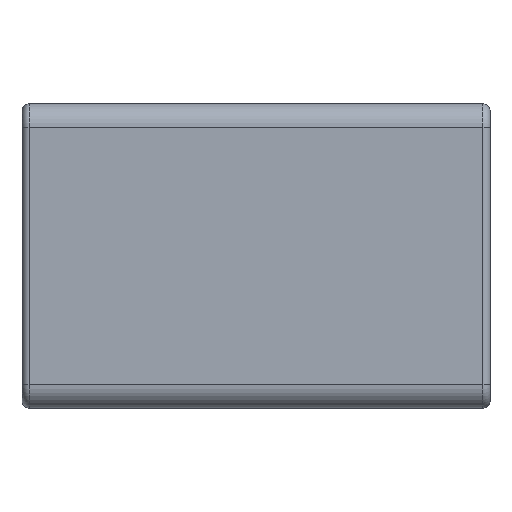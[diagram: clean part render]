
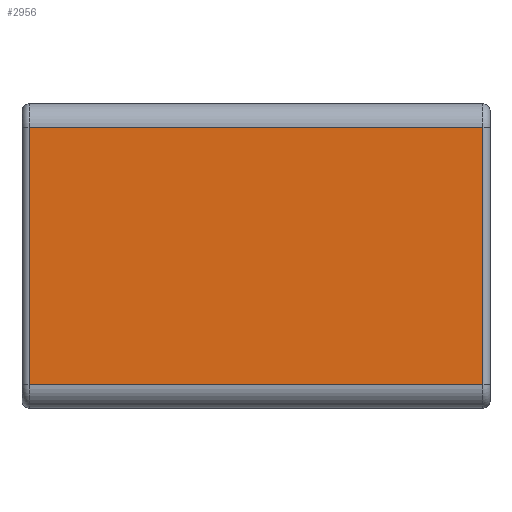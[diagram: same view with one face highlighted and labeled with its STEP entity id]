
A CAD part, front view. The second image highlights one B-rep face of the part: STEP entity #2956.
In plain terms, the highlighted planar face has unit normal (0, -1, 0).
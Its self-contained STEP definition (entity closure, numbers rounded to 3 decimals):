
#441=FACE_OUTER_BOUND('',#614,.T.);
#614=EDGE_LOOP('',(#2486,#2487,#2488,#2489));
#843=LINE('',#8000,#1078);
#853=LINE('',#8025,#1088);
#854=LINE('',#8028,#1089);
#855=LINE('',#8029,#1090);
#1078=VECTOR('',#3523,1000.);
#1088=VECTOR('',#3547,1000.);
#1089=VECTOR('',#3552,1000.);
#1090=VECTOR('',#3553,1000.);
#1335=VERTEX_POINT('',#7998);
#1336=VERTEX_POINT('',#7999);
#1343=VERTEX_POINT('',#8022);
#1344=VERTEX_POINT('',#8024);
#1717=EDGE_CURVE('',#1335,#1336,#843,.T.);
#1730=EDGE_CURVE('',#1344,#1343,#853,.T.);
#1732=EDGE_CURVE('',#1343,#1336,#854,.T.);
#1733=EDGE_CURVE('',#1335,#1344,#855,.T.);
#2486=ORIENTED_EDGE('',*,*,#1730,.T.);
#2487=ORIENTED_EDGE('',*,*,#1732,.T.);
#2488=ORIENTED_EDGE('',*,*,#1717,.F.);
#2489=ORIENTED_EDGE('',*,*,#1733,.T.);
#2649=PLANE('',#3094);
#2956=ADVANCED_FACE('',(#441),#2649,.T.);
#3094=AXIS2_PLACEMENT_3D('',#8027,#3550,#3551);
#3523=DIRECTION('',(1.,0.,0.));
#3547=DIRECTION('',(1.,0.,0.));
#3550=DIRECTION('center_axis',(0.,-1.,0.));
#3551=DIRECTION('ref_axis',(0.,0.,-1.));
#3552=DIRECTION('',(0.,0.,1.));
#3553=DIRECTION('',(0.,0.,-1.));
#7998=CARTESIAN_POINT('',(-0.097,-0.2,0.1));
#7999=CARTESIAN_POINT('',(0.097,-0.2,0.1));
#8000=CARTESIAN_POINT('',(-0.264,-0.2,0.1));
#8022=CARTESIAN_POINT('',(0.097,-0.2,-0.01));
#8024=CARTESIAN_POINT('',(-0.097,-0.2,-0.01));
#8025=CARTESIAN_POINT('',(-0.264,-0.2,-0.01));
#8027=CARTESIAN_POINT('Origin',(-0.264,-0.2,-0.01));
#8028=CARTESIAN_POINT('',(0.097,-0.2,-0.01));
#8029=CARTESIAN_POINT('',(-0.097,-0.2,-0.01));
